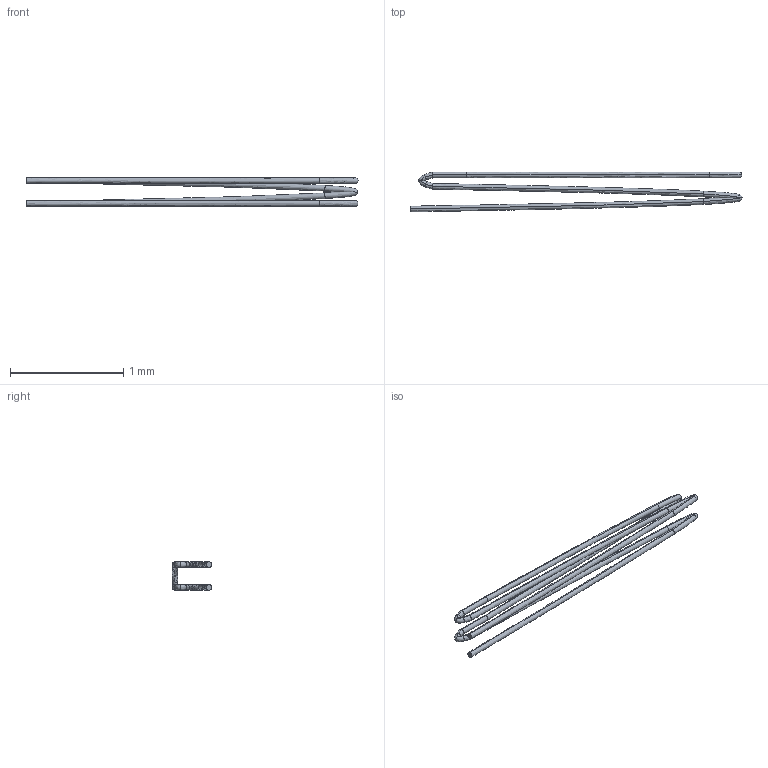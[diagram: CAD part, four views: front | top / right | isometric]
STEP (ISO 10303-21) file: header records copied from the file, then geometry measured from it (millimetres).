
FILE_DESCRIPTION (( 'STEP AP203' ), '1' );
FILE_NAME ('reverse_attempt3.STEP', '2024-04-17T20:17:45', ( '' ), ( '' ), 'SwSTEP 2.0', 'SolidWorks 2023', '' );
FILE_SCHEMA (( 'CONFIG_CONTROL_DESIGN' ));
Length unit declared in the file: centimetre
Products named in the file (1): reverse_attempt3
Bounding box: 2.93 x 0.35 x 0.25 mm (x, y, z)
Volume: 0 mm3; surface area: 2.7 mm2
Topology: 1 solids, 1 shells, 46 faces, 90 edges, 46 vertices
Faces by surface type: bspline 40, cylinder 4, plane 2
Entity records: 16149 total; most frequent: CARTESIAN_POINT 15475, ORIENTED_EDGE 180, EDGE_CURVE 90, B_SPLINE_CURVE_WITH_KNOTS 64, FACE_OUTER_BOUND 46, EDGE_LOOP 46, ADVANCED_FACE 46, VERTEX_POINT 46
